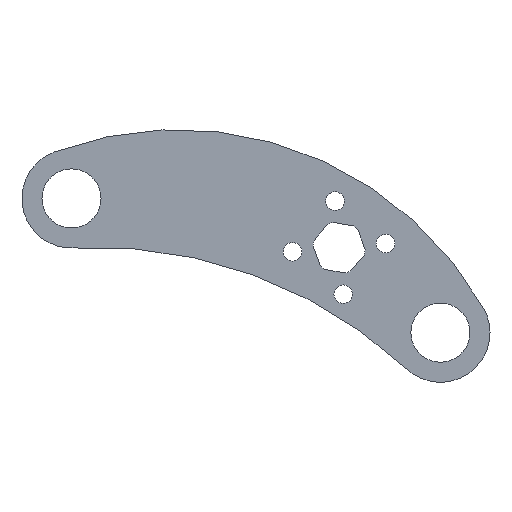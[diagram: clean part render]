
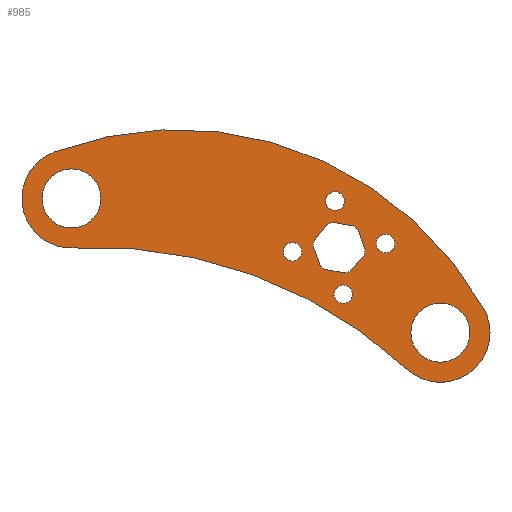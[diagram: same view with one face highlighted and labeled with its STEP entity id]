
A CAD part, left-side view. The second image highlights one B-rep face of the part: STEP entity #985.
In plain terms, the highlighted planar face has unit normal (-1, 0, 0).
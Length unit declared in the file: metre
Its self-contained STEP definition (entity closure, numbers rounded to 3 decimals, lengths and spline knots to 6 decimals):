
#33=PLANE('',#1126);
#80=LINE('',#1697,#136);
#81=LINE('',#1702,#137);
#82=LINE('',#1706,#138);
#83=LINE('',#1710,#139);
#84=LINE('',#1714,#140);
#85=LINE('',#1718,#141);
#136=VECTOR('',#1401,1.);
#137=VECTOR('',#1404,1.);
#138=VECTOR('',#1407,1.);
#139=VECTOR('',#1410,1.);
#140=VECTOR('',#1413,1.);
#141=VECTOR('',#1416,1.);
#324=ORIENTED_EDGE('',*,*,#508,.T.);
#325=ORIENTED_EDGE('',*,*,#509,.T.);
#326=ORIENTED_EDGE('',*,*,#510,.T.);
#327=ORIENTED_EDGE('',*,*,#511,.T.);
#328=ORIENTED_EDGE('',*,*,#512,.T.);
#329=ORIENTED_EDGE('',*,*,#513,.T.);
#330=ORIENTED_EDGE('',*,*,#514,.T.);
#331=ORIENTED_EDGE('',*,*,#515,.T.);
#332=ORIENTED_EDGE('',*,*,#516,.T.);
#333=ORIENTED_EDGE('',*,*,#517,.T.);
#334=ORIENTED_EDGE('',*,*,#518,.T.);
#335=ORIENTED_EDGE('',*,*,#519,.T.);
#336=ORIENTED_EDGE('',*,*,#520,.T.);
#337=ORIENTED_EDGE('',*,*,#521,.T.);
#338=ORIENTED_EDGE('',*,*,#522,.T.);
#339=ORIENTED_EDGE('',*,*,#523,.T.);
#340=ORIENTED_EDGE('',*,*,#474,.T.);
#341=ORIENTED_EDGE('',*,*,#478,.F.);
#342=ORIENTED_EDGE('',*,*,#488,.T.);
#343=ORIENTED_EDGE('',*,*,#485,.F.);
#344=ORIENTED_EDGE('',*,*,#482,.F.);
#345=ORIENTED_EDGE('',*,*,#476,.T.);
#474=EDGE_CURVE('',#586,#586,#670,.T.);
#476=EDGE_CURVE('',#588,#588,#672,.T.);
#478=EDGE_CURVE('',#590,#591,#674,.T.);
#482=EDGE_CURVE('',#591,#594,#676,.T.);
#485=EDGE_CURVE('',#594,#596,#678,.T.);
#488=EDGE_CURVE('',#590,#596,#680,.T.);
#508=EDGE_CURVE('',#616,#616,#694,.T.);
#509=EDGE_CURVE('',#617,#617,#695,.T.);
#510=EDGE_CURVE('',#618,#618,#696,.T.);
#511=EDGE_CURVE('',#619,#619,#697,.T.);
#512=EDGE_CURVE('',#620,#621,#80,.T.);
#513=EDGE_CURVE('',#621,#622,#698,.T.);
#514=EDGE_CURVE('',#622,#623,#81,.T.);
#515=EDGE_CURVE('',#623,#624,#699,.T.);
#516=EDGE_CURVE('',#624,#625,#82,.T.);
#517=EDGE_CURVE('',#625,#626,#700,.T.);
#518=EDGE_CURVE('',#626,#627,#83,.T.);
#519=EDGE_CURVE('',#627,#628,#701,.T.);
#520=EDGE_CURVE('',#628,#629,#84,.T.);
#521=EDGE_CURVE('',#629,#630,#702,.T.);
#522=EDGE_CURVE('',#630,#631,#85,.T.);
#523=EDGE_CURVE('',#631,#620,#703,.T.);
#586=VERTEX_POINT('',#1619);
#588=VERTEX_POINT('',#1624);
#590=VERTEX_POINT('',#1629);
#591=VERTEX_POINT('',#1630);
#594=VERTEX_POINT('',#1638);
#596=VERTEX_POINT('',#1644);
#616=VERTEX_POINT('',#1690);
#617=VERTEX_POINT('',#1692);
#618=VERTEX_POINT('',#1694);
#619=VERTEX_POINT('',#1696);
#620=VERTEX_POINT('',#1698);
#621=VERTEX_POINT('',#1699);
#622=VERTEX_POINT('',#1701);
#623=VERTEX_POINT('',#1703);
#624=VERTEX_POINT('',#1705);
#625=VERTEX_POINT('',#1707);
#626=VERTEX_POINT('',#1709);
#627=VERTEX_POINT('',#1711);
#628=VERTEX_POINT('',#1713);
#629=VERTEX_POINT('',#1715);
#630=VERTEX_POINT('',#1717);
#631=VERTEX_POINT('',#1719);
#670=CIRCLE('',#1096,0.00715);
#672=CIRCLE('',#1099,0.00715);
#674=CIRCLE('',#1102,0.012);
#676=CIRCLE('',#1105,0.085);
#678=CIRCLE('',#1108,0.012);
#680=CIRCLE('',#1111,0.11);
#694=CIRCLE('',#1127,0.00225);
#695=CIRCLE('',#1128,0.00225);
#696=CIRCLE('',#1129,0.00225);
#697=CIRCLE('',#1130,0.00225);
#698=CIRCLE('',#1131,0.0063);
#699=CIRCLE('',#1132,0.0063);
#700=CIRCLE('',#1133,0.0063);
#701=CIRCLE('',#1134,0.0063);
#702=CIRCLE('',#1135,0.0063);
#703=CIRCLE('',#1136,0.0063);
#774=EDGE_LOOP('',(#324));
#775=EDGE_LOOP('',(#325));
#776=EDGE_LOOP('',(#326));
#777=EDGE_LOOP('',(#327));
#778=EDGE_LOOP('',(#328,#329,#330,#331,#332,#333,#334,#335,#336,#337,#338,
#339));
#779=EDGE_LOOP('',(#340));
#780=EDGE_LOOP('',(#341,#342,#343,#344));
#781=EDGE_LOOP('',(#345));
#878=FACE_BOUND('',#774,.T.);
#879=FACE_BOUND('',#775,.T.);
#880=FACE_BOUND('',#776,.T.);
#881=FACE_BOUND('',#777,.T.);
#882=FACE_BOUND('',#778,.T.);
#883=FACE_BOUND('',#779,.T.);
#884=FACE_BOUND('',#780,.T.);
#885=FACE_BOUND('',#781,.T.);
#985=ADVANCED_FACE('',(#878,#879,#880,#881,#882,#883,#884,#885),#33,.F.);
#1096=AXIS2_PLACEMENT_3D('',#1618,#1321,#1322);
#1099=AXIS2_PLACEMENT_3D('',#1623,#1327,#1328);
#1102=AXIS2_PLACEMENT_3D('',#1628,#1333,#1334);
#1105=AXIS2_PLACEMENT_3D('',#1637,#1341,#1342);
#1108=AXIS2_PLACEMENT_3D('',#1643,#1348,#1349);
#1111=AXIS2_PLACEMENT_3D('',#1649,#1355,#1356);
#1126=AXIS2_PLACEMENT_3D('',#1688,#1391,#1392);
#1127=AXIS2_PLACEMENT_3D('',#1689,#1393,#1394);
#1128=AXIS2_PLACEMENT_3D('',#1691,#1395,#1396);
#1129=AXIS2_PLACEMENT_3D('',#1693,#1397,#1398);
#1130=AXIS2_PLACEMENT_3D('',#1695,#1399,#1400);
#1131=AXIS2_PLACEMENT_3D('',#1700,#1402,#1403);
#1132=AXIS2_PLACEMENT_3D('',#1704,#1405,#1406);
#1133=AXIS2_PLACEMENT_3D('',#1708,#1408,#1409);
#1134=AXIS2_PLACEMENT_3D('',#1712,#1411,#1412);
#1135=AXIS2_PLACEMENT_3D('',#1716,#1414,#1415);
#1136=AXIS2_PLACEMENT_3D('',#1720,#1417,#1418);
#1321=DIRECTION('',(1.,0.,0.));
#1322=DIRECTION('',(0.,0.,-1.));
#1327=DIRECTION('',(1.,0.,0.));
#1328=DIRECTION('',(0.,0.,-1.));
#1333=DIRECTION('',(1.,0.,0.));
#1334=DIRECTION('',(0.,0.,-1.));
#1341=DIRECTION('',(1.,0.,0.));
#1342=DIRECTION('',(0.,0.,-1.));
#1348=DIRECTION('',(1.,0.,0.));
#1349=DIRECTION('',(0.,0.,-1.));
#1355=DIRECTION('',(1.,0.,0.));
#1356=DIRECTION('',(0.,0.,-1.));
#1391=DIRECTION('',(1.,0.,0.));
#1392=DIRECTION('',(0.,1.,0.));
#1393=DIRECTION('',(1.,0.,0.));
#1394=DIRECTION('',(0.,0.,-1.));
#1395=DIRECTION('',(1.,0.,0.));
#1396=DIRECTION('',(0.,0.,-1.));
#1397=DIRECTION('',(1.,0.,0.));
#1398=DIRECTION('',(0.,0.,-1.));
#1399=DIRECTION('',(1.,0.,0.));
#1400=DIRECTION('',(0.,0.,-1.));
#1401=DIRECTION('',(0.,0.985,0.174));
#1402=DIRECTION('',(1.,0.,0.));
#1403=DIRECTION('',(0.,0.,-1.));
#1404=DIRECTION('',(0.,0.342,0.94));
#1405=DIRECTION('',(1.,0.,0.));
#1406=DIRECTION('',(0.,0.,-1.));
#1407=DIRECTION('',(0.,-0.643,0.766));
#1408=DIRECTION('',(1.,0.,0.));
#1409=DIRECTION('',(0.,0.,-1.));
#1410=DIRECTION('',(0.,-0.985,-0.174));
#1411=DIRECTION('',(1.,0.,0.));
#1412=DIRECTION('',(0.,0.,-1.));
#1413=DIRECTION('',(0.,-0.342,-0.94));
#1414=DIRECTION('',(1.,0.,0.));
#1415=DIRECTION('',(0.,0.,-1.));
#1416=DIRECTION('',(0.,0.643,-0.766));
#1417=DIRECTION('',(1.,0.,0.));
#1418=DIRECTION('',(0.,0.,-1.));
#1618=CARTESIAN_POINT('',(0.,0.,0.));
#1619=CARTESIAN_POINT('',(0.,0.,-0.00715));
#1623=CARTESIAN_POINT('',(0.,-0.089271,-0.032492));
#1624=CARTESIAN_POINT('',(0.,-0.089271,-0.039642));
#1628=CARTESIAN_POINT('',(0.,0.,0.));
#1629=CARTESIAN_POINT('',(0.,-0.00061,-0.011984));
#1630=CARTESIAN_POINT('',(0.,0.004221,0.011233));
#1637=CARTESIAN_POINT('',(0.,-0.025676,-0.068335));
#1638=CARTESIAN_POINT('',(0.,-0.099725,-0.0266));
#1643=CARTESIAN_POINT('',(0.,-0.089271,-0.032492));
#1644=CARTESIAN_POINT('',(0.,-0.0811,-0.04128));
#1649=CARTESIAN_POINT('',(0.,-0.006201,-0.121842));
#1688=CARTESIAN_POINT('',(0.,-0.047385,-0.016664));
#1689=CARTESIAN_POINT('',(0.,-0.065743,-0.023193));
#1690=CARTESIAN_POINT('',(0.,-0.065743,-0.025443));
#1691=CARTESIAN_POINT('',(0.,-0.076028,-0.010937));
#1692=CARTESIAN_POINT('',(0.,-0.076028,-0.013187));
#1693=CARTESIAN_POINT('',(0.,-0.063771,-0.000652));
#1694=CARTESIAN_POINT('',(0.,-0.063771,-0.002902));
#1695=CARTESIAN_POINT('',(0.,-0.053487,-0.012909));
#1696=CARTESIAN_POINT('',(0.,-0.053487,-0.015159));
#1697=CARTESIAN_POINT('',(0.,-0.047717,-0.014782));
#1698=CARTESIAN_POINT('',(0.,-0.066234,-0.018047));
#1699=CARTESIAN_POINT('',(0.,-0.061275,-0.017173));
#1700=CARTESIAN_POINT('',(0.,-0.064757,-0.011923));
#1701=CARTESIAN_POINT('',(0.,-0.060192,-0.016264));
#1702=CARTESIAN_POINT('',(0.,-0.058822,-0.012501));
#1703=CARTESIAN_POINT('',(0.,-0.05847,-0.011532));
#1704=CARTESIAN_POINT('',(0.,-0.064757,-0.011923));
#1705=CARTESIAN_POINT('',(0.,-0.058715,-0.010139));
#1706=CARTESIAN_POINT('',(0.,-0.050821,-0.019547));
#1707=CARTESIAN_POINT('',(0.,-0.061952,-0.006282));
#1708=CARTESIAN_POINT('',(0.,-0.064757,-0.011923));
#1709=CARTESIAN_POINT('',(0.,-0.063281,-0.005798));
#1710=CARTESIAN_POINT('',(0.,-0.049723,-0.003408));
#1711=CARTESIAN_POINT('',(0.,-0.06824,-0.006673));
#1712=CARTESIAN_POINT('',(0.,-0.064757,-0.011923));
#1713=CARTESIAN_POINT('',(0.,-0.069323,-0.007582));
#1714=CARTESIAN_POINT('',(0.,-0.069676,-0.008551));
#1715=CARTESIAN_POINT('',(0.,-0.071045,-0.012314));
#1716=CARTESIAN_POINT('',(0.,-0.064757,-0.011923));
#1717=CARTESIAN_POINT('',(0.,-0.0708,-0.013706));
#1718=CARTESIAN_POINT('',(0.,-0.059669,-0.026971));
#1719=CARTESIAN_POINT('',(0.,-0.067563,-0.017564));
#1720=CARTESIAN_POINT('',(0.,-0.064757,-0.011923));
